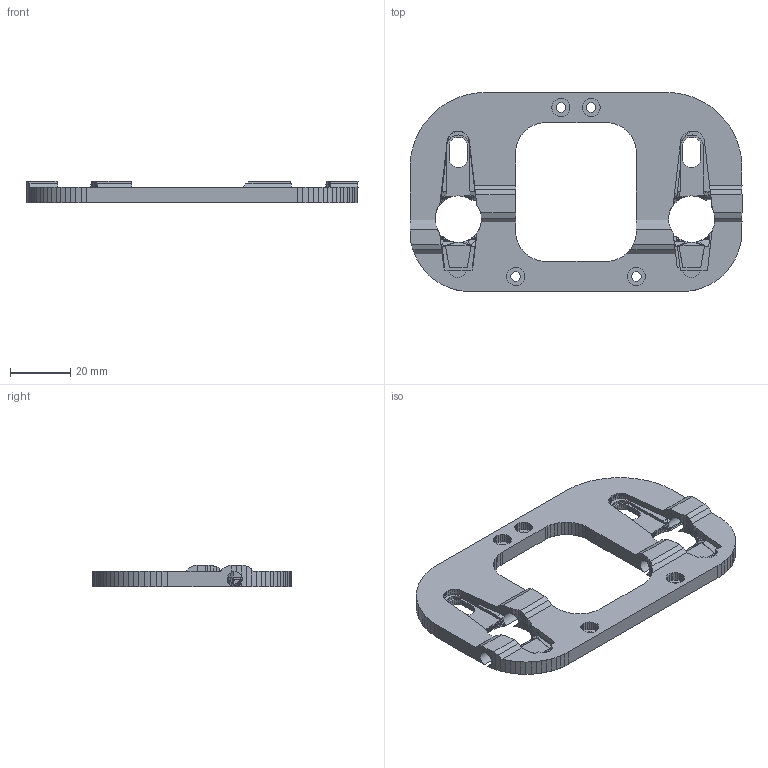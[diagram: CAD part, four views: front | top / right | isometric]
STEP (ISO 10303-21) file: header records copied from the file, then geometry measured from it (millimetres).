
FILE_DESCRIPTION( ( '' ), ' ' );
FILE_NAME( '5eebe7698ab2c210b2c2c26e.step', '2020-06-18T22:15:05', ( '' ), ( '' ), ' ', ' ', ' ' );
FILE_SCHEMA( ( 'AUTOMOTIVE_DESIGN { 1 0 10303 214 1 1 1 1 }' ) );
Length unit declared in the file: metre
Products named in the file (1): Outer_Shoulder_Plate
Bounding box: 110 x 66 x 7 mm (x, y, z)
Volume: 21061.8 mm3; surface area: 13267.8 mm2
Topology: 1 solids, 1 shells, 1312 faces, 3043 edges, 1731 vertices
Faces by surface type: plane 1303, cylinder 9
Entity records: 45900 total; most frequent: CARTESIAN_POINT 6116, ORIENTED_EDGE 6086, DIRECTION 5748, EDGE_CURVE 3043, LINE 2926, VECTOR 2926, VERTEX_POINT 1731, AXIS2_PLACEMENT_3D 1411
